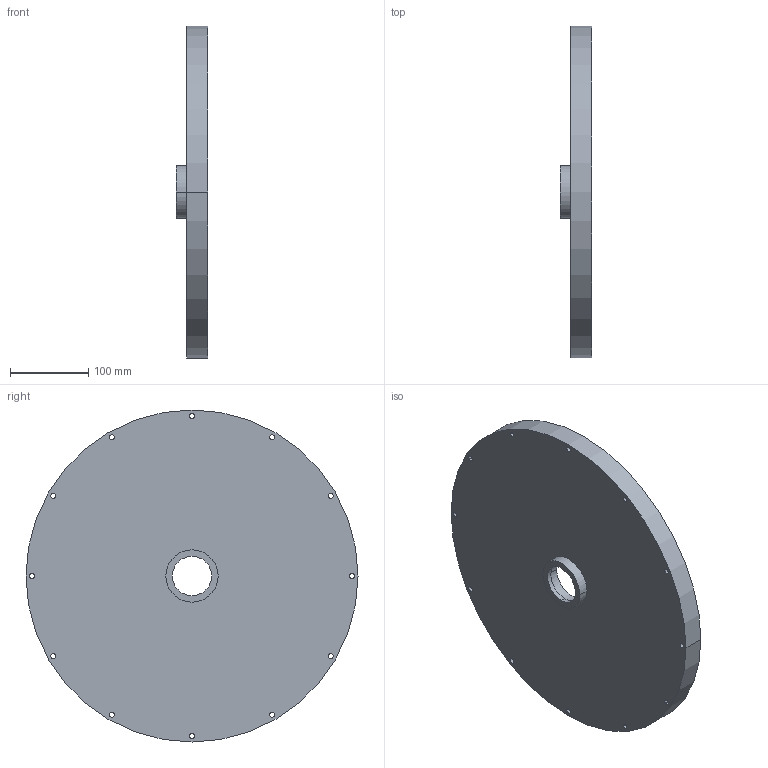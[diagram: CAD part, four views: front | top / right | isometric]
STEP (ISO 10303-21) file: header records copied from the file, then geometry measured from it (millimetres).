
FILE_DESCRIPTION(/* description */ ('VariCAD 2025-3.03 AP-214'),/* implementation_level */ '2;1');
FILE_NAME(/* name */ 'left_side_plate.stp',/* time_stamp */ '2025-11-20T08:53:36+01:00',/* author */ (''),/* organization */ (''),/* preprocessor_version */ 'VariCAD 2025-3.03',/* originating_system */ 'VariCAD 2025-3.03; kernel version (20180118)',/* authorisation */ '');
FILE_SCHEMA(('AUTOMOTIVE_DESIGN'));
Length unit declared in the file: millimetre
Products named in the file (2): left_side_plate
Assembly tree (1 placements, depth 2):
  left_side_plate
    (unnamed)
Bounding box: 40 x 425.6 x 425.6 mm (x, y, z)
Volume: 1383535.7 mm3; surface area: 353814.6 mm2
Topology: 1 solids, 1 shells, 42 faces, 108 edges, 72 vertices
Faces by surface type: cylinder 36, plane 6
Entity records: 1430 total; most frequent: DIRECTION 272, CARTESIAN_POINT 226, ORIENTED_EDGE 216, AXIS2_PLACEMENT_3D 118, EDGE_CURVE 108, EDGE_LOOP 72, CIRCLE 72, VERTEX_POINT 72
